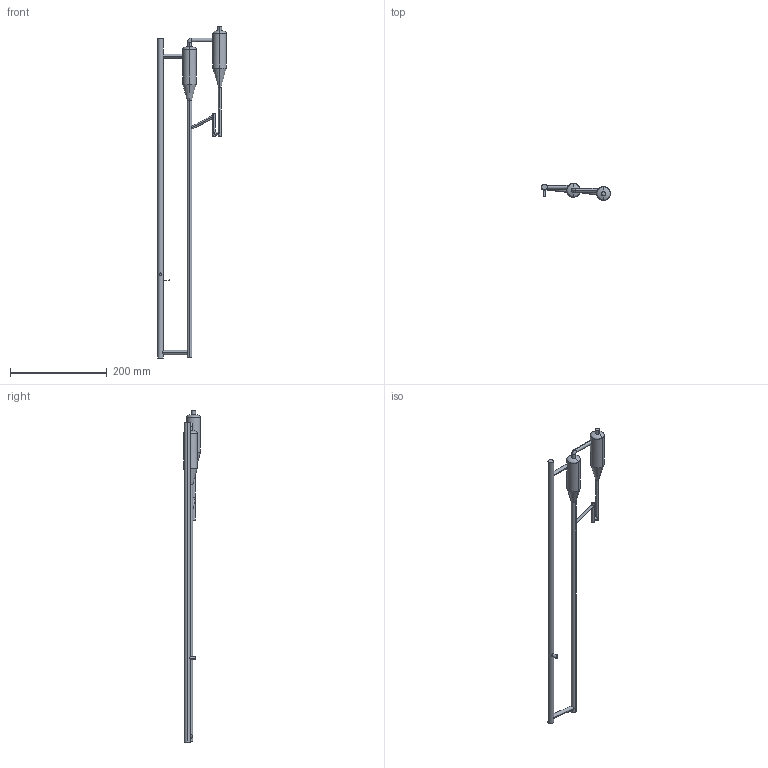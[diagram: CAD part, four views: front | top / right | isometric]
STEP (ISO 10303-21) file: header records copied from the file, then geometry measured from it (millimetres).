
FILE_DESCRIPTION(('STEP AP214'),'1');
FILE_NAME('CFD_fromGambit.stp',' ',(' '),(' '),'XStep 1.0',' ',' ');
FILE_SCHEMA(('automotive_design'));
Length unit declared in the file: millimetre
Products named in the file (1): volume.1
Bounding box: 142.38 x 35 x 686.25 mm (x, y, z)
Volume: 246591.7 mm3; surface area: 73137 mm2
Topology: 1 solids, 1 shells, 58 faces, 145 edges, 94 vertices
Faces by surface type: cylinder 35, plane 13, bspline 4, cone 4, torus 2
Entity records: 4276 total; most frequent: CARTESIAN_POINT 1241, STYLED_ITEM 297, PRESENTATION_STYLE_ASSIGNMENT 297, COLOUR_RGB 297, ORIENTED_EDGE 290, DIRECTION 277, EDGE_CURVE 145, CURVE_STYLE 145
